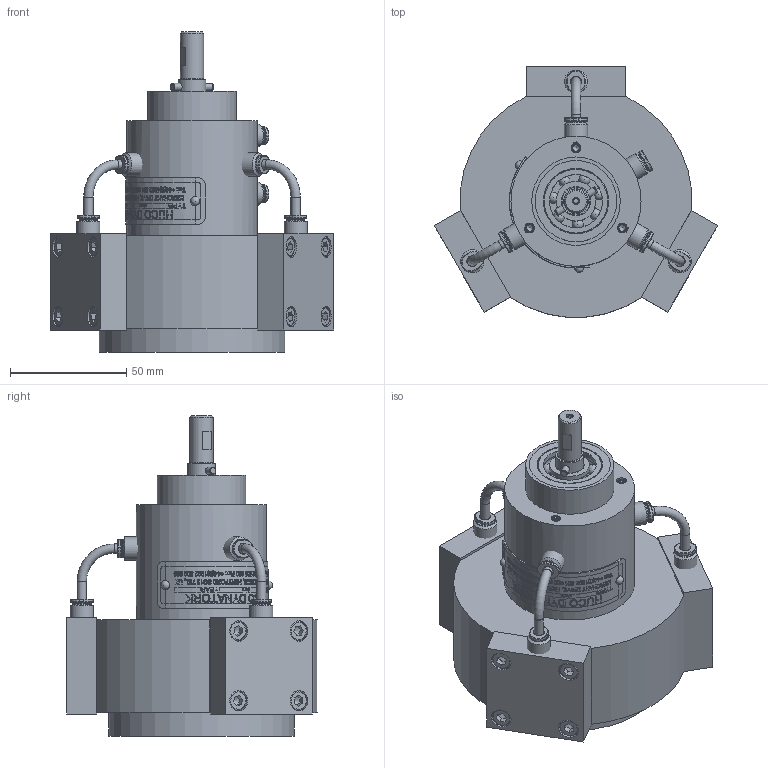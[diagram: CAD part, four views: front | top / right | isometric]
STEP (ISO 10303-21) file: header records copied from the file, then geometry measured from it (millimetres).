
FILE_DESCRIPTION(/* description */ (''),/* implementation_level */ '2;1');
FILE_NAME(/* name */ '910.15.A.stp',/* time_stamp */ '2024-04-22T12:27:53+01:00',/* author */ ('michael.drake'),/* organization */ (''),/* preprocessor_version */ 'ST-DEVELOPER v20',/* originating_system */ 'Autodesk Inventor 2024',/* authorisation */ '');
FILE_SCHEMA (('AUTOMOTIVE_DESIGN { 1 0 10303 214 3 1 1 }'));
Products named in the file (1): Part1
Bounding box: 121.96 x 107.82 x 137.8 mm (x, y, z)
Volume: 521907.4 mm3; surface area: 182631.8 mm2
Topology: 71 solids, 71 shells, 2375 faces, 6023 edges, 3959 vertices
Faces by surface type: plane 948, bspline 622, cylinder 511, torus 170, cone 103, sphere 21
Full cylindrical faces by diameter (mm): 2 x3, 2.4 x2, 2.88 x9, 3 x2, 3.5 x6, 4 x6, 4.134 x17, 4.2 x3, 4.25 x8, 4.5 x5, 5 x29, 5.3 x1, 5.4 x3, 5.5 x15, 6 x20, 8 x11, 8.5 x13, 8.52 x2, 8.566 x9, 8.8 x12, 9 x6, 10 x13, 11.96 x1, 11.996 x1, 12 x5, 12.48 x2, 15.6 x1, 16 x4, 17.12 x4, 20.55 x3
Entity records: 95667 total; most frequent: CARTESIAN_POINT 39463, ORIENTED_EDGE 11888, DIRECTION 9434, EDGE_CURVE 5944, VERTEX_POINT 3959, AXIS2_PLACEMENT_3D 3430, EDGE_LOOP 2813, LINE 2574
